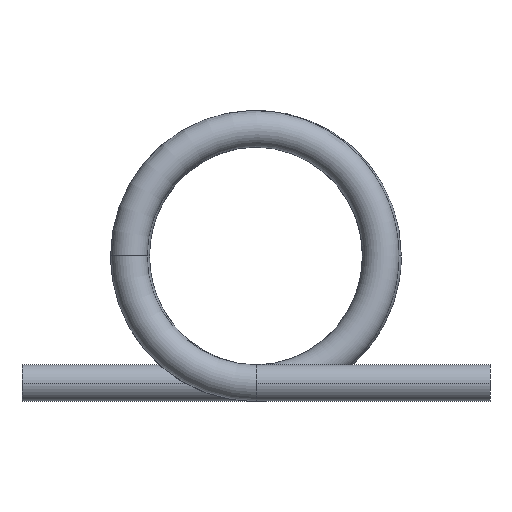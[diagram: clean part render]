
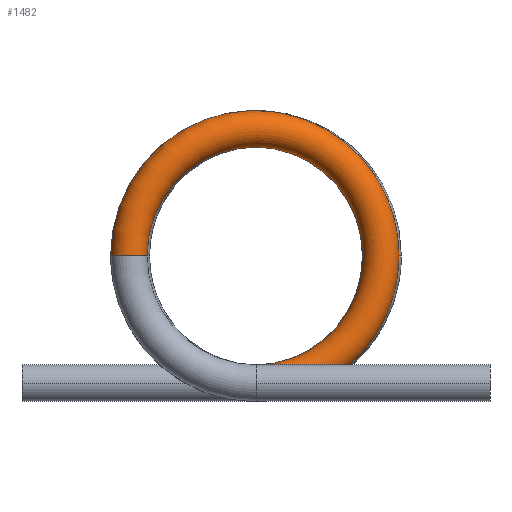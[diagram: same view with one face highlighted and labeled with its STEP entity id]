
A CAD part, left-side view. The second image highlights one B-rep face of the part: STEP entity #1482.
In plain terms, the highlighted toroidal (fillet/blend) face has major radius 1.726 mm and minor radius 0.247 mm.
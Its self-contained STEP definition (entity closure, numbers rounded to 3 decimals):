
#1375=CARTESIAN_POINT('',(-1.986,0.017,1.973));
#1376=DIRECTION('',(-0.99,-0.14,0.0));
#1377=DIRECTION('',(0.0,0.0,1.0));
#1378=AXIS2_PLACEMENT_3D('',#1375,#1376,#1377);
#1379=TOROIDAL_SURFACE('',#1378,1.726,0.248);
#1380=CARTESIAN_POINT('',(-2.262,1.971,1.973));
#1381=VERTEX_POINT('',#1380);
#1382=CARTESIAN_POINT('',(-2.227,1.725,1.016));
#1383=VERTEX_POINT('',#1382);
#1384=CARTESIAN_POINT('',(-1.986,0.017,1.973));
#1385=DIRECTION('',(0.99,0.14,0.0));
#1386=DIRECTION('',(0.0,0.0,1.0));
#1387=AXIS2_PLACEMENT_3D('',#1384,#1385,#1386);
#1388=CIRCLE('',#1387,1.973);
#1389=EDGE_CURVE('',#1381,#1383,#1388,.T.);
#1390=ORIENTED_EDGE('',*,*,#1389,.F.);
#1391=CARTESIAN_POINT('',(-2.21,1.479,1.973));
#1392=VERTEX_POINT('',#1391);
#1393=CARTESIAN_POINT('',(-2.228,1.726,1.973));
#1394=DIRECTION('',(0.0,0.0,1.0));
#1395=DIRECTION('',(1.0,0.0,0.0));
#1396=AXIS2_PLACEMENT_3D('',#1393,#1394,#1395);
#1397=CIRCLE('',#1396,0.248);
#1398=EDGE_CURVE('',#1381,#1392,#1397,.T.);
#1399=ORIENTED_EDGE('',*,*,#1398,.T.);
#1400=CARTESIAN_POINT('',(-2.193,1.48,1.973));
#1401=VERTEX_POINT('',#1400);
#1402=CARTESIAN_POINT('',(-2.228,1.726,1.973));
#1403=DIRECTION('',(0.0,0.0,1.0));
#1404=DIRECTION('',(1.0,0.0,0.0));
#1405=AXIS2_PLACEMENT_3D('',#1402,#1403,#1404);
#1406=CIRCLE('',#1405,0.248);
#1407=EDGE_CURVE('',#1392,#1401,#1406,.T.);
#1408=ORIENTED_EDGE('',*,*,#1407,.T.);
#1409=CARTESIAN_POINT('',(-1.986,0.017,1.973));
#1410=DIRECTION('',(0.99,0.14,0.0));
#1411=DIRECTION('',(0.0,0.0,1.0));
#1412=AXIS2_PLACEMENT_3D('',#1409,#1410,#1411);
#1413=CIRCLE('',#1412,1.478);
#1414=EDGE_CURVE('',#1401,#1401,#1413,.T.);
#1415=ORIENTED_EDGE('',*,*,#1414,.T.);
#1416=ORIENTED_EDGE('',*,*,#1407,.F.);
#1417=CARTESIAN_POINT('',(-2.106,0.0,0.463));
#1418=VERTEX_POINT('',#1417);
#1419=CARTESIAN_POINT('',(-2.21,1.479,1.973));
#1420=CARTESIAN_POINT('',(-2.21,1.479,1.959));
#1421=CARTESIAN_POINT('',(-2.21,1.478,1.944));
#1422=CARTESIAN_POINT('',(-2.21,1.473,1.755));
#1423=CARTESIAN_POINT('',(-2.207,1.437,1.583));
#1424=CARTESIAN_POINT('',(-2.198,1.309,1.262));
#1425=CARTESIAN_POINT('',(-2.192,1.219,1.115));
#1426=CARTESIAN_POINT('',(-2.174,0.972,0.834));
#1427=CARTESIAN_POINT('',(-2.163,0.809,0.71));
#1428=CARTESIAN_POINT('',(-2.137,0.439,0.529));
#1429=CARTESIAN_POINT('',(-2.123,0.235,0.476));
#1430=CARTESIAN_POINT('',(-2.107,0.018,0.464));
#1431=CARTESIAN_POINT('',(-2.107,0.009,0.464));
#1432=CARTESIAN_POINT('',(-2.106,0.0,0.463));
#1433=B_SPLINE_CURVE_WITH_KNOTS('',3,(#1419,#1420,#1421,#1422,#1423,#1424,#1425,#1426,#1427,#1428,#1429,#1430,#1431,#1432),.UNSPECIFIED.,.F.,.U.,(4,2,2,2,2,2,4),(-0.043,0.0,0.525,1.037,1.647,2.274,2.301),.UNSPECIFIED.);
#1434=EDGE_CURVE('',#1392,#1418,#1433,.T.);
#1435=ORIENTED_EDGE('',*,*,#1434,.T.);
#1436=CARTESIAN_POINT('',(-2.106,0.0,0.032));
#1437=VERTEX_POINT('',#1436);
#1438=CARTESIAN_POINT('',(-2.106,0.,0.463));
#1439=CARTESIAN_POINT('',(-2.096,-0.138,0.458));
#1440=CARTESIAN_POINT('',(-2.103,-0.273,0.462));
#1441=CARTESIAN_POINT('',(-2.12,-0.548,0.471));
#1442=CARTESIAN_POINT('',(-2.131,-0.709,0.476));
#1443=CARTESIAN_POINT('',(-2.108,-0.888,0.465));
#1444=CARTESIAN_POINT('',(-2.1,-0.925,0.46));
#1445=CARTESIAN_POINT('',(-2.084,-0.969,0.449));
#1446=CARTESIAN_POINT('',(-2.077,-0.986,0.445));
#1447=CARTESIAN_POINT('',(-2.064,-1.007,0.434));
#1448=CARTESIAN_POINT('',(-2.059,-1.014,0.429));
#1449=CARTESIAN_POINT('',(-2.048,-1.024,0.418));
#1450=CARTESIAN_POINT('',(-2.044,-1.027,0.413));
#1451=CARTESIAN_POINT('',(-2.034,-1.031,0.401));
#1452=CARTESIAN_POINT('',(-2.029,-1.031,0.395));
#1453=CARTESIAN_POINT('',(-2.018,-1.028,0.379));
#1454=CARTESIAN_POINT('',(-2.012,-1.024,0.37));
#1455=CARTESIAN_POINT('',(-1.999,-1.008,0.345));
#1456=CARTESIAN_POINT('',(-1.993,-0.992,0.328));
#1457=CARTESIAN_POINT('',(-1.982,-0.945,0.288));
#1458=CARTESIAN_POINT('',(-1.979,-0.911,0.264));
#1459=CARTESIAN_POINT('',(-1.982,-0.736,0.163));
#1460=CARTESIAN_POINT('',(-2.023,-0.557,0.099));
#1461=CARTESIAN_POINT('',(-2.082,-0.224,0.046));
#1462=CARTESIAN_POINT('',(-2.098,-0.111,0.036));
#1463=CARTESIAN_POINT('',(-2.106,0.,0.032));
#1464=B_SPLINE_CURVE_WITH_KNOTS('',3,(#1438,#1439,#1440,#1441,#1442,#1443,#1444,#1445,#1446,#1447,#1448,#1449,#1450,#1451,#1452,#1453,#1454,#1455,#1456,#1457,#1458,#1459,#1460,#1461,#1462,#1463),.UNSPECIFIED.,.F.,.U.,(4,2,2,2,2,2,2,2,2,2,2,2,4),(-3.541,-2.903,-2.163,-1.896,-1.745,-1.657,-1.589,-1.517,-1.418,-1.238,-1.025,-0.336,0.0),.UNSPECIFIED.);
#1465=EDGE_CURVE('',#1418,#1437,#1464,.T.);
#1466=ORIENTED_EDGE('',*,*,#1465,.T.);
#1467=CARTESIAN_POINT('',(-2.106,0.0,0.032));
#1468=CARTESIAN_POINT('',(-2.108,0.026,0.031));
#1469=CARTESIAN_POINT('',(-2.11,0.052,0.03));
#1470=CARTESIAN_POINT('',(-2.128,0.317,0.031));
#1471=CARTESIAN_POINT('',(-2.145,0.554,0.078));
#1472=CARTESIAN_POINT('',(-2.176,1.001,0.261));
#1473=CARTESIAN_POINT('',(-2.191,1.206,0.396));
#1474=CARTESIAN_POINT('',(-2.213,1.517,0.698));
#1475=CARTESIAN_POINT('',(-2.221,1.633,0.85));
#1476=CARTESIAN_POINT('',(-2.227,1.725,1.016));
#1477=B_SPLINE_CURVE_WITH_KNOTS('',3,(#1467,#1468,#1469,#1470,#1471,#1472,#1473,#1474,#1475,#1476),.UNSPECIFIED.,.F.,.U.,(4,2,2,2,4),(8.426,8.489,9.071,9.663,10.126),.UNSPECIFIED.);
#1478=EDGE_CURVE('',#1437,#1383,#1477,.T.);
#1479=ORIENTED_EDGE('',*,*,#1478,.T.);
#1480=EDGE_LOOP('',(#1390,#1399,#1408,#1415,#1416,#1435,#1466,#1479));
#1481=FACE_OUTER_BOUND('',#1480,.T.);
#1482=ADVANCED_FACE('',(#1481),#1379,.T.);
